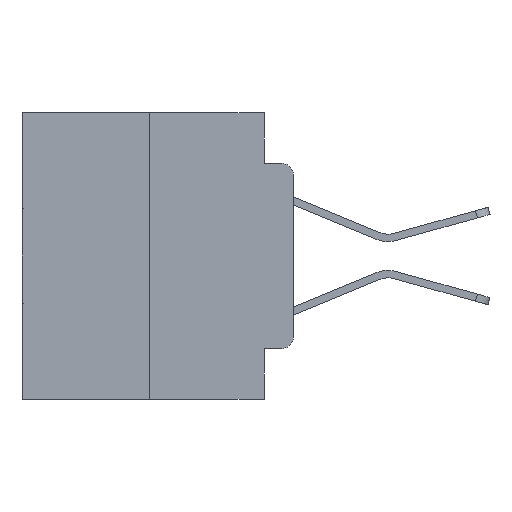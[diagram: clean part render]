
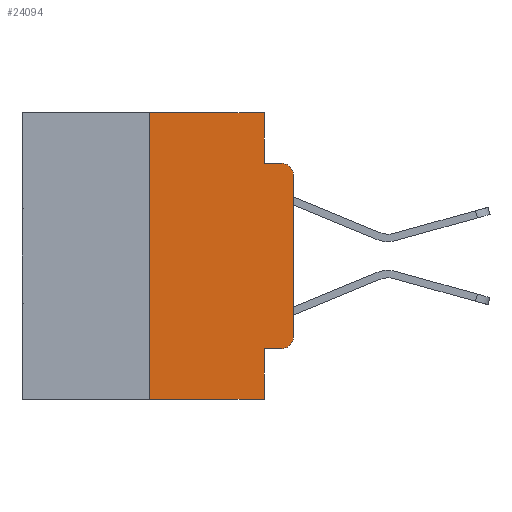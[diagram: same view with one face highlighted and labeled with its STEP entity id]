
A CAD part, left-side view. The second image highlights one B-rep face of the part: STEP entity #24094.
In plain terms, the highlighted planar face has unit normal (-1, 0, 0).
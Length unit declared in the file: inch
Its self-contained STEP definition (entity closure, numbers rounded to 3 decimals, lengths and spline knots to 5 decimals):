
#1456 = AXIS2_PLACEMENT_3D ( 'NONE', #28600, #17273, #3396 ) ;
#1553 = CARTESIAN_POINT ( 'NONE',  ( 0., 0., -0.3915 ) ) ;
#1684 = VECTOR ( 'NONE', #9078, 39.37008 ) ;
#2264 = VERTEX_POINT ( 'NONE', #19027 ) ;
#2666 = CIRCLE ( 'NONE', #18965, 0.02 ) ;
#2693 = ORIENTED_EDGE ( 'NONE', *, *, #25336, .F. ) ;
#3062 = DIRECTION ( 'NONE',  ( -1., 0., 0. ) ) ;
#3092 = EDGE_CURVE ( 'NONE', #12065, #24756, #17221, .T. ) ;
#3396 = DIRECTION ( 'NONE',  ( 0., 0., -1. ) ) ;
#3643 = ORIENTED_EDGE ( 'NONE', *, *, #9363, .T. ) ;
#3892 = VERTEX_POINT ( 'NONE', #22657 ) ;
#3909 = EDGE_CURVE ( 'NONE', #12065, #3892, #10219, .T. ) ;
#4471 = CARTESIAN_POINT ( 'NONE',  ( 0., 0.051, -0.0885 ) ) ;
#4824 = VERTEX_POINT ( 'NONE', #1553 ) ;
#5955 = EDGE_LOOP ( 'NONE', ( #19037, #20506, #2693, #23343, #23379, #26622, #16328, #26874, #3643, #18157 ) ) ;
#6037 = DIRECTION ( 'NONE',  ( -1., 0., 0. ) ) ;
#6220 = EDGE_CURVE ( 'NONE', #29241, #3892, #19487, .T. ) ;
#6413 = VECTOR ( 'NONE', #6611, 39.37008 ) ;
#6611 = DIRECTION ( 'NONE',  ( 0., 0., -1. ) ) ;
#6640 = CARTESIAN_POINT ( 'NONE',  ( 0., 0., 0. ) ) ;
#6736 = CARTESIAN_POINT ( 'NONE',  ( 0., 0.051, 0. ) ) ;
#7020 = VERTEX_POINT ( 'NONE', #18624 ) ;
#8016 = CARTESIAN_POINT ( 'NONE',  ( 0., 0.473, 0. ) ) ;
#8409 = DIRECTION ( 'NONE',  ( 0., -1., 0. ) ) ;
#9078 = DIRECTION ( 'NONE',  ( 0., 0., -1. ) ) ;
#9363 = EDGE_CURVE ( 'NONE', #29241, #7020, #20080, .T. ) ;
#10219 = LINE ( 'NONE', #24928, #15652 ) ;
#10343 = DIRECTION ( 'NONE',  ( 0., -1., 0. ) ) ;
#10493 = CARTESIAN_POINT ( 'NONE',  ( 0., 0.051, -0.0885 ) ) ;
#11285 = CARTESIAN_POINT ( 'NONE',  ( 0., 0.051, 0. ) ) ;
#12065 = VERTEX_POINT ( 'NONE', #22803 ) ;
#12375 = VECTOR ( 'NONE', #15964, 39.37008 ) ;
#12817 = DIRECTION ( 'NONE',  ( 0., -1., 0. ) ) ;
#13486 = DIRECTION ( 'NONE',  ( 0., -1., 0. ) ) ;
#13928 = AXIS2_PLACEMENT_3D ( 'NONE', #16960, #3062, #19321 ) ;
#14649 = VERTEX_POINT ( 'NONE', #15852 ) ;
#14831 = CARTESIAN_POINT ( 'NONE',  ( 0., 0., -0.1085 ) ) ;
#14942 = CARTESIAN_POINT ( 'NONE',  ( 0., 0.25, 0. ) ) ;
#15652 = VECTOR ( 'NONE', #13486, 39.37008 ) ;
#15697 = LINE ( 'NONE', #8016, #21116 ) ;
#15852 = CARTESIAN_POINT ( 'NONE',  ( 0., 0.02, -0.0885 ) ) ;
#15964 = DIRECTION ( 'NONE',  ( 0., 0., 1. ) ) ;
#16328 = ORIENTED_EDGE ( 'NONE', *, *, #3909, .T. ) ;
#16855 = EDGE_CURVE ( 'NONE', #24756, #2264, #15697, .T. ) ;
#16960 = CARTESIAN_POINT ( 'NONE',  ( 0., 0.02, -0.3915 ) ) ;
#17221 = LINE ( 'NONE', #14942, #28598 ) ;
#17234 = DIRECTION ( 'NONE',  ( 0., 0., 1. ) ) ;
#17273 = DIRECTION ( 'NONE',  ( 1., 0., 0. ) ) ;
#17666 = EDGE_CURVE ( 'NONE', #4824, #20513, #29155, .T. ) ;
#17872 = VECTOR ( 'NONE', #8409, 39.37008 ) ;
#18157 = ORIENTED_EDGE ( 'NONE', *, *, #21747, .T. ) ;
#18368 = VERTEX_POINT ( 'NONE', #4471 ) ;
#18624 = CARTESIAN_POINT ( 'NONE',  ( 0., 0.02, -0.4115 ) ) ;
#18965 = AXIS2_PLACEMENT_3D ( 'NONE', #19932, #6037, #22217 ) ;
#19027 = CARTESIAN_POINT ( 'NONE',  ( 0., 0.051, 0. ) ) ;
#19037 = ORIENTED_EDGE ( 'NONE', *, *, #17666, .T. ) ;
#19321 = DIRECTION ( 'NONE',  ( 0., 0., -1. ) ) ;
#19487 = LINE ( 'NONE', #11285, #6413 ) ;
#19932 = CARTESIAN_POINT ( 'NONE',  ( 0., 0.02, -0.1085 ) ) ;
#19962 = CARTESIAN_POINT ( 'NONE',  ( 0., 0.051, -0.4115 ) ) ;
#20080 = LINE ( 'NONE', #19962, #17872 ) ;
#20260 = LINE ( 'NONE', #6736, #1684 ) ;
#20506 = ORIENTED_EDGE ( 'NONE', *, *, #22306, .T. ) ;
#20513 = VERTEX_POINT ( 'NONE', #14831 ) ;
#21116 = VECTOR ( 'NONE', #10343, 39.37008 ) ;
#21747 = EDGE_CURVE ( 'NONE', #7020, #4824, #24068, .T. ) ;
#22217 = DIRECTION ( 'NONE',  ( 0., 0., -1. ) ) ;
#22306 = EDGE_CURVE ( 'NONE', #20513, #14649, #2666, .T. ) ;
#22322 = CARTESIAN_POINT ( 'NONE',  ( 0., 0.25, 0. ) ) ;
#22657 = CARTESIAN_POINT ( 'NONE',  ( 0., 0.051, -0.5 ) ) ;
#22803 = CARTESIAN_POINT ( 'NONE',  ( 0., 0.25, -0.5 ) ) ;
#23343 = ORIENTED_EDGE ( 'NONE', *, *, #26848, .F. ) ;
#23379 = ORIENTED_EDGE ( 'NONE', *, *, #16855, .F. ) ;
#23631 = CARTESIAN_POINT ( 'NONE',  ( 0., 0.051, -0.4115 ) ) ;
#24068 = CIRCLE ( 'NONE', #13928, 0.02 ) ;
#24094 = ADVANCED_FACE ( 'NONE', ( #24719 ), #24130, .F. ) ;
#24130 = PLANE ( 'NONE',  #1456 ) ;
#24719 = FACE_OUTER_BOUND ( 'NONE', #5955, .T. ) ;
#24756 = VERTEX_POINT ( 'NONE', #22322 ) ;
#24928 = CARTESIAN_POINT ( 'NONE',  ( 0., 0.473, -0.5 ) ) ;
#25336 = EDGE_CURVE ( 'NONE', #18368, #14649, #26751, .T. ) ;
#26036 = VECTOR ( 'NONE', #12817, 39.37008 ) ;
#26622 = ORIENTED_EDGE ( 'NONE', *, *, #3092, .F. ) ;
#26751 = LINE ( 'NONE', #10493, #26036 ) ;
#26848 = EDGE_CURVE ( 'NONE', #2264, #18368, #20260, .T. ) ;
#26874 = ORIENTED_EDGE ( 'NONE', *, *, #6220, .F. ) ;
#28598 = VECTOR ( 'NONE', #17234, 39.37008 ) ;
#28600 = CARTESIAN_POINT ( 'NONE',  ( 0., 0.473, 0. ) ) ;
#29155 = LINE ( 'NONE', #6640, #12375 ) ;
#29241 = VERTEX_POINT ( 'NONE', #23631 ) ;
